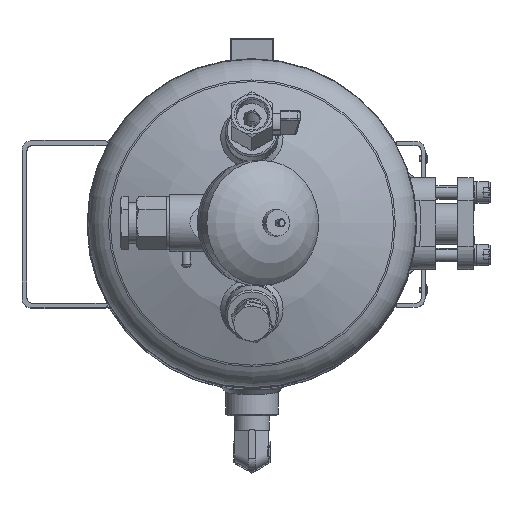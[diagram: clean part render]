
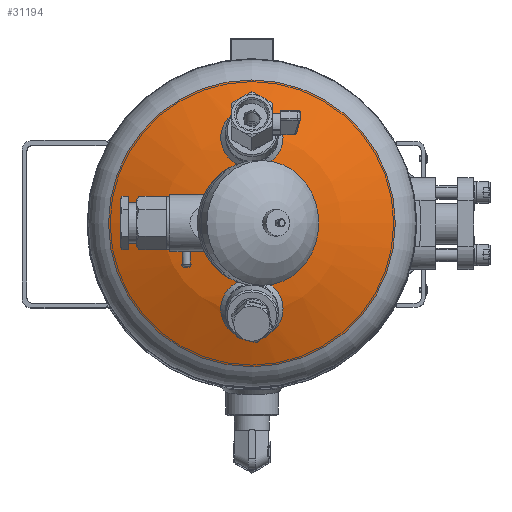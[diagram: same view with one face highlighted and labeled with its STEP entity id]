
A CAD part, top view. The second image highlights one B-rep face of the part: STEP entity #31194.
In plain terms, the highlighted spherical face has radius 202.3 mm.
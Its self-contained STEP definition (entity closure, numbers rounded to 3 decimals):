
#260=SPHERICAL_SURFACE('',#37619,202.3);
#7822=ORIENTED_EDGE('',*,*,#16750,.T.);
#7823=ORIENTED_EDGE('',*,*,#16754,.T.);
#7824=ORIENTED_EDGE('',*,*,#16755,.F.);
#7825=ORIENTED_EDGE('',*,*,#16756,.F.);
#16750=EDGE_CURVE('',#21277,#21277,#24459,.T.);
#16754=EDGE_CURVE('',#21281,#21281,#24463,.T.);
#16755=EDGE_CURVE('',#21282,#21282,#24464,.T.);
#16756=EDGE_CURVE('',#21283,#21283,#24465,.F.);
#21277=VERTEX_POINT('',#48365);
#21281=VERTEX_POINT('',#48375);
#21282=VERTEX_POINT('',#48377);
#21283=VERTEX_POINT('',#48379);
#24459=CIRCLE('',#37614,15.);
#24463=CIRCLE('',#37620,15.);
#24464=CIRCLE('',#37621,87.326);
#24465=CIRCLE('',#37622,20.);
#25505=EDGE_LOOP('',(#7822));
#25506=EDGE_LOOP('',(#7823));
#25507=EDGE_LOOP('',(#7824));
#25508=EDGE_LOOP('',(#7825));
#28145=FACE_BOUND('',#25505,.T.);
#28146=FACE_BOUND('',#25506,.T.);
#28147=FACE_BOUND('',#25507,.T.);
#28148=FACE_BOUND('',#25508,.T.);
#31194=ADVANCED_FACE('',(#28145,#28146,#28147,#28148),#260,.T.);
#37614=AXIS2_PLACEMENT_3D('',#48364,#40733,#40734);
#37619=AXIS2_PLACEMENT_3D('',#48373,#40743,#40744);
#37620=AXIS2_PLACEMENT_3D('',#48374,#40745,#40746);
#37621=AXIS2_PLACEMENT_3D('',#48376,#40747,#40748);
#37622=AXIS2_PLACEMENT_3D('',#48378,#40749,#40750);
#40733=DIRECTION('',(0.259,0.,-0.966));
#40734=DIRECTION('',(0.966,0.,0.259));
#40743=DIRECTION('',(0.,0.,-1.));
#40744=DIRECTION('',(1.,0.,0.));
#40745=DIRECTION('',(-0.259,0.,-0.966));
#40746=DIRECTION('',(-0.966,0.,0.259));
#40747=DIRECTION('',(0.,0.,-1.));
#40748=DIRECTION('',(-1.,0.,0.));
#40749=DIRECTION('',(0.,0.,-1.));
#40750=DIRECTION('',(-1.,0.,0.));
#48364=CARTESIAN_POINT('',(-52.215,0.,46.028));
#48365=CARTESIAN_POINT('',(-37.726,0.,49.911));
#48373=CARTESIAN_POINT('',(0.,0.,-148.841));
#48374=CARTESIAN_POINT('',(52.215,0.,46.028));
#48375=CARTESIAN_POINT('',(37.726,0.,49.911));
#48376=CARTESIAN_POINT('',(0.,0.,33.641));
#48377=CARTESIAN_POINT('',(-87.326,0.,33.641));
#48378=CARTESIAN_POINT('',(0.,0.,52.468));
#48379=CARTESIAN_POINT('',(-20.,0.,52.468));
